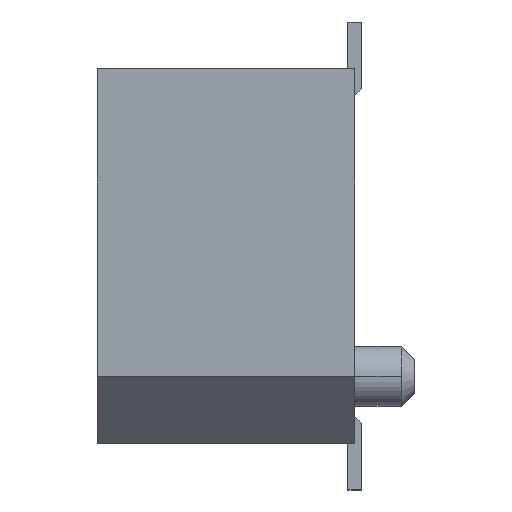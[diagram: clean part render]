
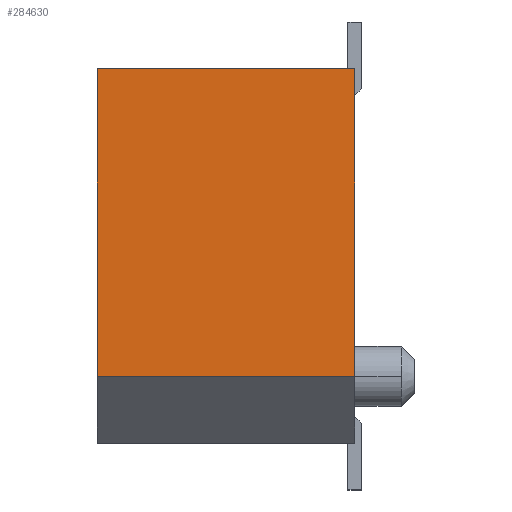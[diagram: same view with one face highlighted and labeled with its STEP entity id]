
A CAD part, left-side view. The second image highlights one B-rep face of the part: STEP entity #284630.
In plain terms, the highlighted planar face has unit normal (-1, 0, 0).
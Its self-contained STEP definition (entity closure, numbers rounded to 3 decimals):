
#26590=CARTESIAN_POINT('',(24.,0.,2.8));
#26600=VERTEX_POINT('',#26590);
#26630=CARTESIAN_POINT('',(24.,0.,2.8));
#26640=DIRECTION('',(0.,1.,0.));
#26650=VECTOR('',#26640,1.);
#26660=LINE('',#26630,#26650);
#26670=CARTESIAN_POINT('',(24.,3.85,2.8));
#26680=VERTEX_POINT('',#26670);
#26690=EDGE_CURVE('',#26600,#26680,#26660,.T.);
#246880=CARTESIAN_POINT('',(24.,3.85,-1.8));
#246890=VERTEX_POINT('',#246880);
#246920=CARTESIAN_POINT('',(24.,0.,-1.8));
#246930=DIRECTION('',(0.,-1.,0.));
#246940=VECTOR('',#246930,1.);
#246950=LINE('',#246920,#246940);
#246960=CARTESIAN_POINT('',(24.,0.,-1.8));
#246970=VERTEX_POINT('',#246960);
#246980=EDGE_CURVE('',#246890,#246970,#246950,.T.);
#260170=CARTESIAN_POINT('',(24.,3.85,0.));
#260180=DIRECTION('',(0.,0.,1.));
#260190=VECTOR('',#260180,1.);
#260200=LINE('',#260170,#260190);
#260210=EDGE_CURVE('',#246890,#26680,#260200,.T.);
#273780=CARTESIAN_POINT('',(24.,0.,0.));
#273790=DIRECTION('',(0.,0.,-1.));
#273800=VECTOR('',#273790,1.);
#273810=LINE('',#273780,#273800);
#273820=EDGE_CURVE('',#26600,#246970,#273810,.T.);
#284520=CARTESIAN_POINT('',(24.,1.925,0.5));
#284530=DIRECTION('',(-1.,0.,0.));
#284540=DIRECTION('',(0.,0.,1.));
#284550=AXIS2_PLACEMENT_3D('',#284520,#284530,#284540);
#284560=PLANE('',#284550);
#284570=ORIENTED_EDGE('',*,*,#260210,.F.);
#284580=ORIENTED_EDGE('',*,*,#26690,.T.);
#284590=ORIENTED_EDGE('',*,*,#273820,.F.);
#284600=ORIENTED_EDGE('',*,*,#246980,.T.);
#284610=EDGE_LOOP('',(#284600,#284590,#284580,#284570));
#284620=FACE_OUTER_BOUND('',#284610,.T.);
#284630=ADVANCED_FACE('',(#284620),#284560,.T.);
